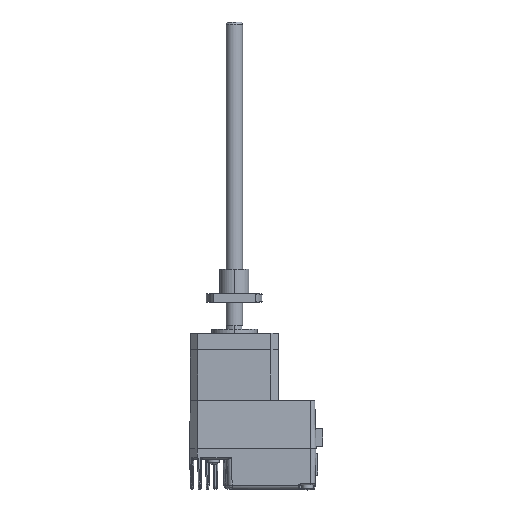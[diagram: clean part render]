
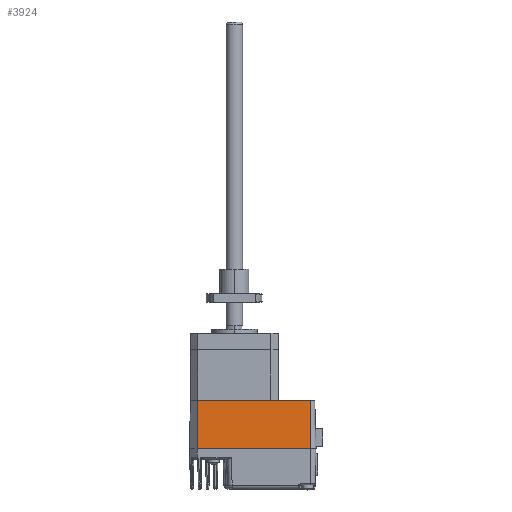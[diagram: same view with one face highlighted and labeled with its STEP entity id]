
A CAD part, top view. The second image highlights one B-rep face of the part: STEP entity #3924.
In plain terms, the highlighted planar face has unit normal (0, 0.026, 1).
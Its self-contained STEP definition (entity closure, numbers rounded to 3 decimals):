
#235 = CARTESIAN_POINT ( 'NONE',  ( -14.081, -74.408, 76.265 ) ) ;
#245 = VECTOR ( 'NONE', #2685, 1000. ) ;
#504 = ORIENTED_EDGE ( 'NONE', *, *, #2788, .T. ) ;
#533 = VECTOR ( 'NONE', #2094, 1000. ) ;
#636 = DIRECTION ( 'NONE',  ( 0., 0.026, 1. ) ) ;
#961 = LINE ( 'NONE', #3510, #533 ) ;
#1019 = VERTEX_POINT ( 'NONE', #11102 ) ;
#1253 = CARTESIAN_POINT ( 'NONE',  ( -14.081, -50.908, 75.65 ) ) ;
#2056 = VERTEX_POINT ( 'NONE', #9499 ) ;
#2094 = DIRECTION ( 'NONE',  ( 0., 1., -0.026 ) ) ;
#2685 = DIRECTION ( 'NONE',  ( -0.011, -1., 0.026 ) ) ;
#2788 = EDGE_CURVE ( 'NONE', #1019, #15152, #6880, .T. ) ;
#3370 = EDGE_CURVE ( 'NONE', #2056, #17725, #10965, .T. ) ;
#3510 = CARTESIAN_POINT ( 'NONE',  ( 40.319, -50.908, 75.65 ) ) ;
#3924 = ADVANCED_FACE ( 'NONE', ( #11812 ), #9013, .T. ) ;
#4516 = DIRECTION ( 'NONE',  ( 1., 0., 0. ) ) ;
#5171 = CARTESIAN_POINT ( 'NONE',  ( -14.081, -50.908, 75.65 ) ) ;
#6311 = EDGE_CURVE ( 'NONE', #17725, #1019, #961, .T. ) ;
#6880 = LINE ( 'NONE', #17002, #14235 ) ;
#7287 = ORIENTED_EDGE ( 'NONE', *, *, #3370, .T. ) ;
#7289 = VECTOR ( 'NONE', #4516, 1000. ) ;
#7424 = AXIS2_PLACEMENT_3D ( 'NONE', #17275, #636, #10427 ) ;
#8745 = DIRECTION ( 'NONE',  ( -1., 0., 0. ) ) ;
#9013 = PLANE ( 'NONE',  #7424 ) ;
#9499 = CARTESIAN_POINT ( 'NONE',  ( -14.336, -74.408, 76.265 ) ) ;
#9609 = CARTESIAN_POINT ( 'NONE',  ( 40.319, -74.408, 76.265 ) ) ;
#10235 = ORIENTED_EDGE ( 'NONE', *, *, #13967, .T. ) ;
#10427 = DIRECTION ( 'NONE',  ( 0., -1., 0.026 ) ) ;
#10732 = ORIENTED_EDGE ( 'NONE', *, *, #6311, .T. ) ;
#10860 = EDGE_LOOP ( 'NONE', ( #504, #10235, #7287, #10732 ) ) ;
#10965 = LINE ( 'NONE', #235, #7289 ) ;
#11102 = CARTESIAN_POINT ( 'NONE',  ( 40.319, -50.908, 75.65 ) ) ;
#11812 = FACE_OUTER_BOUND ( 'NONE', #10860, .T. ) ;
#13967 = EDGE_CURVE ( 'NONE', #15152, #2056, #15494, .T. ) ;
#14235 = VECTOR ( 'NONE', #8745, 1000. ) ;
#15152 = VERTEX_POINT ( 'NONE', #5171 ) ;
#15494 = LINE ( 'NONE', #1253, #245 ) ;
#17002 = CARTESIAN_POINT ( 'NONE',  ( -14.081, -50.908, 75.65 ) ) ;
#17275 = CARTESIAN_POINT ( 'NONE',  ( -14.081, -50.908, 75.65 ) ) ;
#17725 = VERTEX_POINT ( 'NONE', #9609 ) ;
